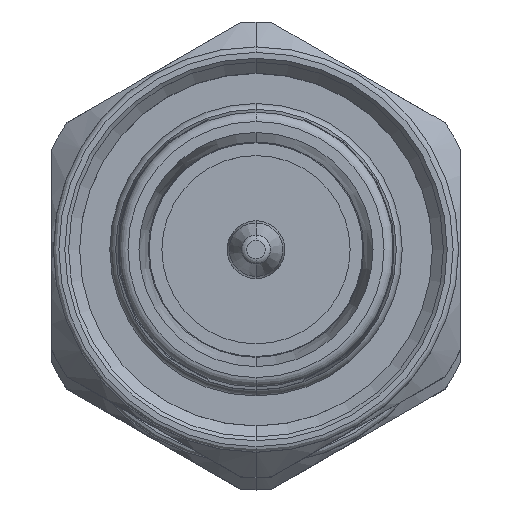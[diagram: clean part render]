
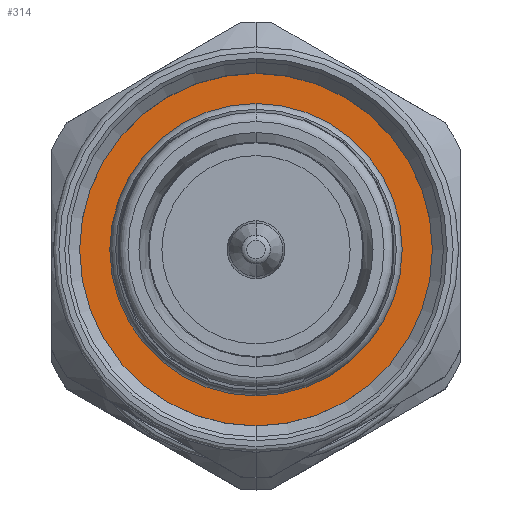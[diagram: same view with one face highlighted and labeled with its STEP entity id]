
A CAD part, top view. The second image highlights one B-rep face of the part: STEP entity #314.
In plain terms, the highlighted face is planar.
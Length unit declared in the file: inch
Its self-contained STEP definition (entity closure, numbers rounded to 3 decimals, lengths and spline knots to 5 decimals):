
#314 = ADVANCED_FACE ( 'NONE', ( #1172, #2178 ), #3420, .F. ) ;
#320 = EDGE_CURVE ( 'NONE', #4591, #594, #4398, .T. ) ;
#336 = DIRECTION ( 'NONE',  ( 1., 0., 0. ) ) ;
#519 = CIRCLE ( 'NONE', #1131, 0.29729 ) ;
#594 = VERTEX_POINT ( 'NONE', #653 ) ;
#653 = CARTESIAN_POINT ( 'NONE',  ( 0.33143, -0.37364, 0. ) ) ;
#684 = DIRECTION ( 'NONE',  ( 0., -1., 0. ) ) ;
#909 = CIRCLE ( 'NONE', #1300, 0.37364 ) ;
#936 = AXIS2_PLACEMENT_3D ( 'NONE', #3746, #3382, #3330 ) ;
#941 = ORIENTED_EDGE ( 'NONE', *, *, #2185, .F. ) ;
#1131 = AXIS2_PLACEMENT_3D ( 'NONE', #4628, #1588, #2378 ) ;
#1172 = FACE_BOUND ( 'NONE', #1447, .T. ) ;
#1300 = AXIS2_PLACEMENT_3D ( 'NONE', #3977, #4865, #684 ) ;
#1317 = EDGE_CURVE ( 'NONE', #594, #4591, #909, .T. ) ;
#1385 = ORIENTED_EDGE ( 'NONE', *, *, #1317, .T. ) ;
#1447 = EDGE_LOOP ( 'NONE', ( #941, #3228 ) ) ;
#1588 = DIRECTION ( 'NONE',  ( -1., 0., 0. ) ) ;
#1996 = AXIS2_PLACEMENT_3D ( 'NONE', #3741, #336, #2963 ) ;
#2178 = FACE_OUTER_BOUND ( 'NONE', #3291, .T. ) ;
#2185 = EDGE_CURVE ( 'NONE', #4784, #4782, #519, .T. ) ;
#2378 = DIRECTION ( 'NONE',  ( 0., -1., 0. ) ) ;
#2379 = ORIENTED_EDGE ( 'NONE', *, *, #320, .T. ) ;
#2701 = CARTESIAN_POINT ( 'NONE',  ( 0.33143, 0.37364, 0. ) ) ;
#2963 = DIRECTION ( 'NONE',  ( 0., 1., 0. ) ) ;
#3206 = CARTESIAN_POINT ( 'NONE',  ( 0.33143, 0.29729, 0. ) ) ;
#3228 = ORIENTED_EDGE ( 'NONE', *, *, #4912, .F. ) ;
#3291 = EDGE_LOOP ( 'NONE', ( #1385, #2379 ) ) ;
#3330 = DIRECTION ( 'NONE',  ( 0., -1., 0. ) ) ;
#3382 = DIRECTION ( 'NONE',  ( -1., 0., 0. ) ) ;
#3420 = PLANE ( 'NONE',  #1996 ) ;
#3545 = CIRCLE ( 'NONE', #936, 0.29729 ) ;
#3741 = CARTESIAN_POINT ( 'NONE',  ( 0.33143, 0., 0. ) ) ;
#3746 = CARTESIAN_POINT ( 'NONE',  ( 0.33143, 0., 0. ) ) ;
#3761 = DIRECTION ( 'NONE',  ( -1., 0., 0. ) ) ;
#3977 = CARTESIAN_POINT ( 'NONE',  ( 0.33143, 0., 0. ) ) ;
#4000 = CARTESIAN_POINT ( 'NONE',  ( 0.33143, -0.29729, 0. ) ) ;
#4163 = DIRECTION ( 'NONE',  ( 0., -1., 0. ) ) ;
#4398 = CIRCLE ( 'NONE', #4814, 0.37364 ) ;
#4522 = CARTESIAN_POINT ( 'NONE',  ( 0.33143, 0., 0. ) ) ;
#4591 = VERTEX_POINT ( 'NONE', #2701 ) ;
#4628 = CARTESIAN_POINT ( 'NONE',  ( 0.33143, 0., 0. ) ) ;
#4782 = VERTEX_POINT ( 'NONE', #3206 ) ;
#4784 = VERTEX_POINT ( 'NONE', #4000 ) ;
#4814 = AXIS2_PLACEMENT_3D ( 'NONE', #4522, #3761, #4163 ) ;
#4865 = DIRECTION ( 'NONE',  ( -1., 0., 0. ) ) ;
#4912 = EDGE_CURVE ( 'NONE', #4782, #4784, #3545, .T. ) ;
